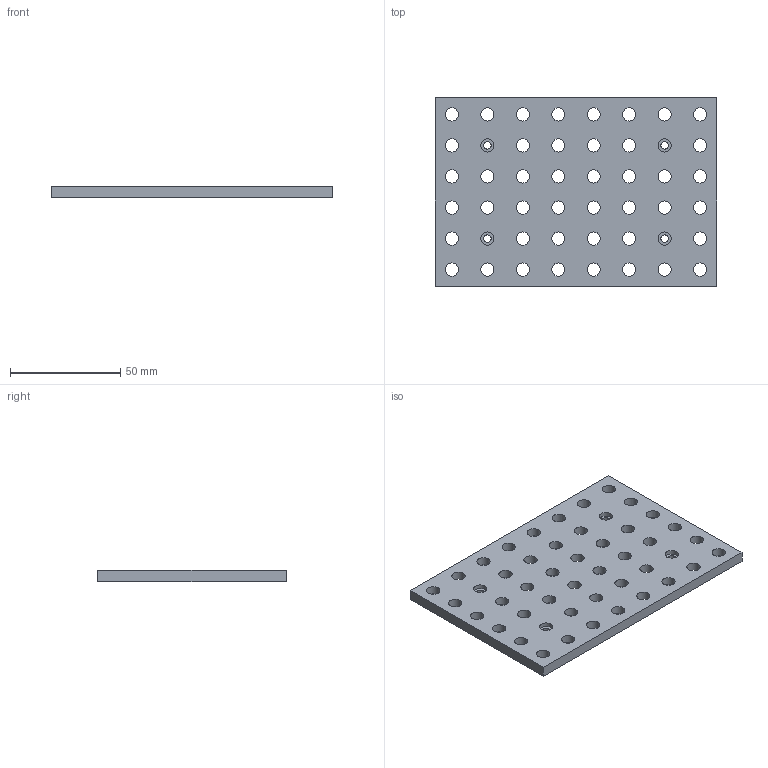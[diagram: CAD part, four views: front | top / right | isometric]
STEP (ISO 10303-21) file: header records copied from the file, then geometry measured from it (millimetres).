
FILE_DESCRIPTION(/* description */ (''),/* implementation_level */ '2;1');
FILE_NAME(/* name */ '48_vial_plate_retainerLid v2.step',/* time_stamp */ '2025-06-04T13:54:27-07:00',/* author */ (''),/* organization */ (''),/* preprocessor_version */ 'ST-DEVELOPER v20.1',/* originating_system */ 'Autodesk Translation Framework v14.10.0.0',/* authorisation */ '');
FILE_SCHEMA (('AUTOMOTIVE_DESIGN { 1 0 10303 214 3 1 1 }'));
Length unit declared in the file: millimetre
Products named in the file (1): 48_vial_plate_retainerLid
Bounding box: 127.76 x 85.48 x 5 mm (x, y, z)
Volume: 44316.9 mm3; surface area: 26668.7 mm2
Topology: 1 solids, 1 shells, 150 faces, 300 edges, 200 vertices
Faces by surface type: cylinder 96, plane 54
Full cylindrical faces by diameter (mm): 3.4 x4, 6 x48, 12 x44
Entity records: 4221 total; most frequent: DIRECTION 794, CARTESIAN_POINT 651, ORIENTED_EDGE 600, AXIS2_PLACEMENT_3D 343, EDGE_CURVE 300, EDGE_LOOP 294, VERTEX_POINT 200, CIRCLE 192
